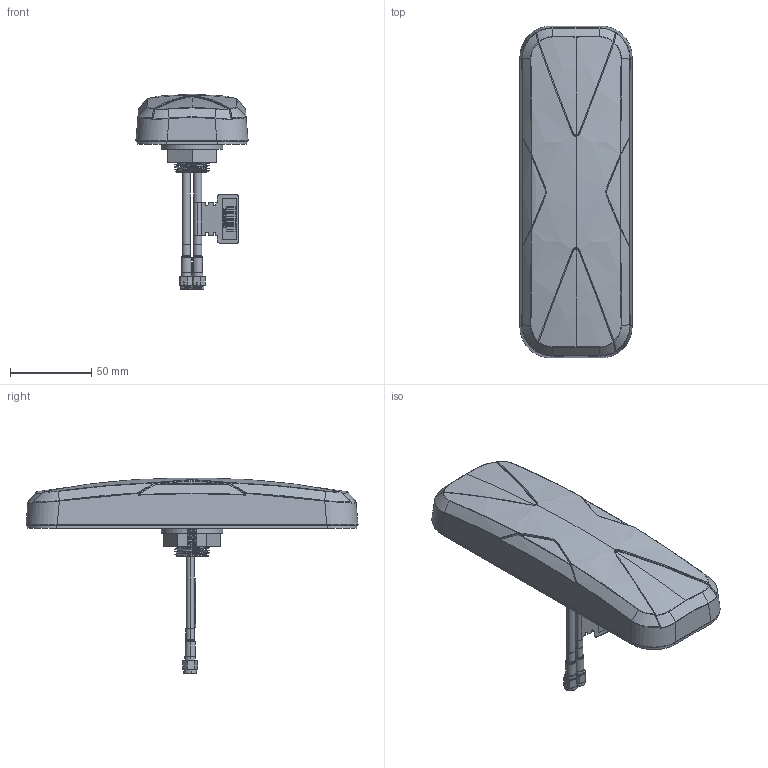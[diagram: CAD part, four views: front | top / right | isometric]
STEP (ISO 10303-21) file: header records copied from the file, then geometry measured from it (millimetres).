
FILE_DESCRIPTION (( 'STEP AP214' ), '1' );
FILE_NAME ('MA170.A.BI.001_Web.STEP', '2022-03-14T15:09:56', ( '' ), ( '' ), 'SwSTEP 2.0', 'SolidWorks 2018', '' );
FILE_SCHEMA (( 'AUTOMOTIVE_DESIGN' ));
Length unit declared in the file: millimetre
Products named in the file (1): MA170.A.BI.001_Web
Bounding box: 68.96 x 203.95 x 120.1 mm (x, y, z)
Surface area: 50011.1 mm2 (no closed solid volume)
Topology: 0 solids, 45 shells, 338 faces, 1418 edges, 1112 vertices
Faces by surface type: bspline 109, plane 109, cylinder 101, cone 14, torus 5
Entity records: 39656 total; most frequent: CARTESIAN_POINT 25799, ORIENTED_EDGE 2014, DIRECTION 1701, EDGE_CURVE 1418, VERTEX_POINT 1112, VECTOR 727, LINE 727, AXIS2_PLACEMENT_3D 487
